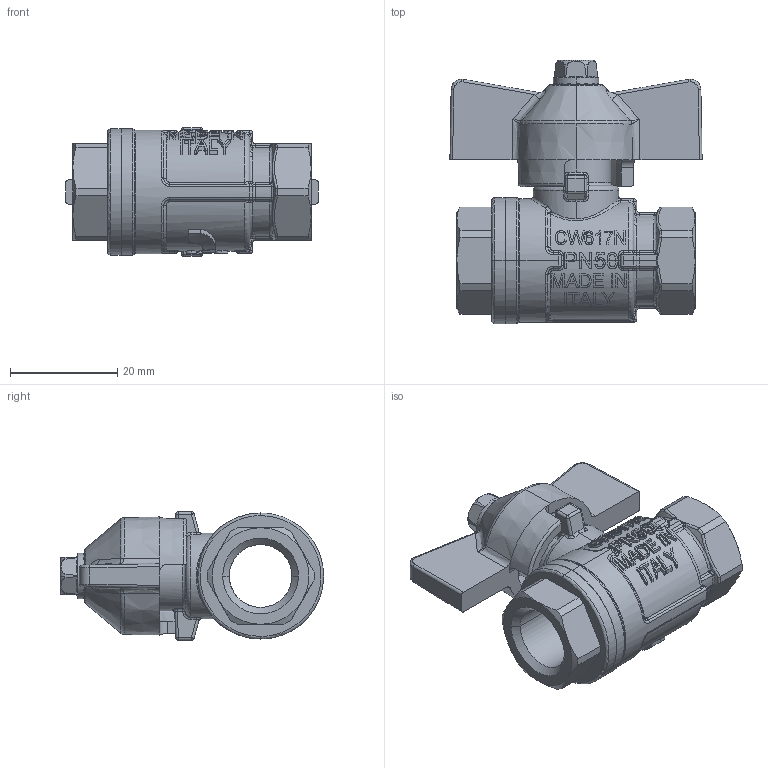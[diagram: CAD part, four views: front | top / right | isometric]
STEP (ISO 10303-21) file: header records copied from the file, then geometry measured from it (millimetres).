
FILE_DESCRIPTION (( 'STEP AP214' ), '1' );
FILE_NAME ('IT-IDEAL09202_R.STEP', '2018-09-21T13:31:36', ( '' ), ( '' ), 'SwSTEP 2.0', 'SolidWorks 2018', '' );
FILE_SCHEMA (( 'AUTOMOTIVE_DESIGN' ));
Length unit declared in the file: millimetre
Products named in the file (1): IT-IDEAL09202_R
Bounding box: 47 x 49.03 x 24 mm (x, y, z)
Surface area: 8203.3 mm2 (no closed solid volume)
Topology: 0 solids, 4 shells, 895 faces, 2300 edges, 1418 vertices
Faces by surface type: plane 286, bspline 253, cylinder 196, torus 71, sphere 47, cone 42
Entity records: 41829 total; most frequent: CARTESIAN_POINT 26094, ORIENTED_EDGE 4452, EDGE_CURVE 2271, B_SPLINE_CURVE_WITH_KNOTS 2134, VERTEX_POINT 1414, DIRECTION 1284, EDGE_LOOP 937, FACE_OUTER_BOUND 894
